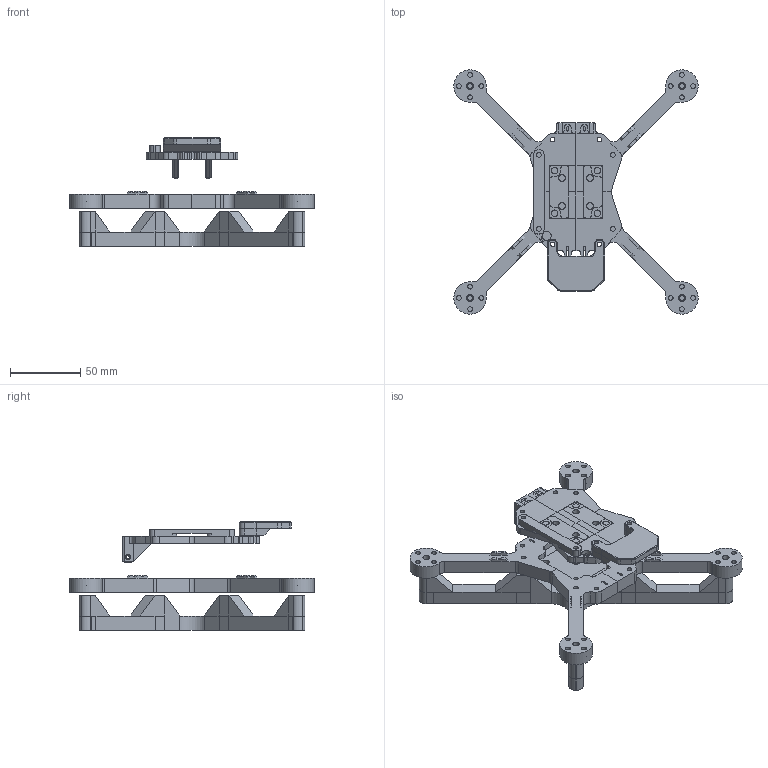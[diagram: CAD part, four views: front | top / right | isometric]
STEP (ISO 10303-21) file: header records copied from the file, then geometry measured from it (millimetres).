
FILE_DESCRIPTION(('FreeCAD Model'),'2;1');
FILE_NAME('Open CASCADE Shape Model','2025-07-19T18:38:15',(''),(''), 'Open CASCADE STEP processor 7.9','FreeCAD','Unknown');
FILE_SCHEMA(('AUTOMOTIVE_DESIGN { 1 0 10303 214 1 1 1 1 }'));
Length unit declared in the file: millimetre
Products named in the file (6): Part; Bottom; Legs; Top; TiePoint; GPSPlate
Assembly tree (5 placements, depth 2):
  Part
    Bottom
    Legs
    Top
    TiePoint
    GPSPlate
Bounding box: 174.52 x 174.52 x 77.27 mm (x, y, z)
Volume: 173952 mm3; surface area: 75423.8 mm2
Topology: 5 solids, 5 shells, 932 faces, 2355 edges, 1526 vertices
Faces by surface type: plane 668, cylinder 224, cone 40
Full cylindrical faces by diameter (mm): 2.2 x2, 3.3 x46, 4 x2, 4.7 x12, 5.6 x9, 6.5 x1
Entity records: 59840 total; most frequent: CARTESIAN_POINT 11749, DIRECTION 9157, LINE 5703, VECTOR 5703, ORIENTED_EDGE 4714, PCURVE 4714, DEFINITIONAL_REPRESENTATION 4714, EDGE_CURVE 2357
